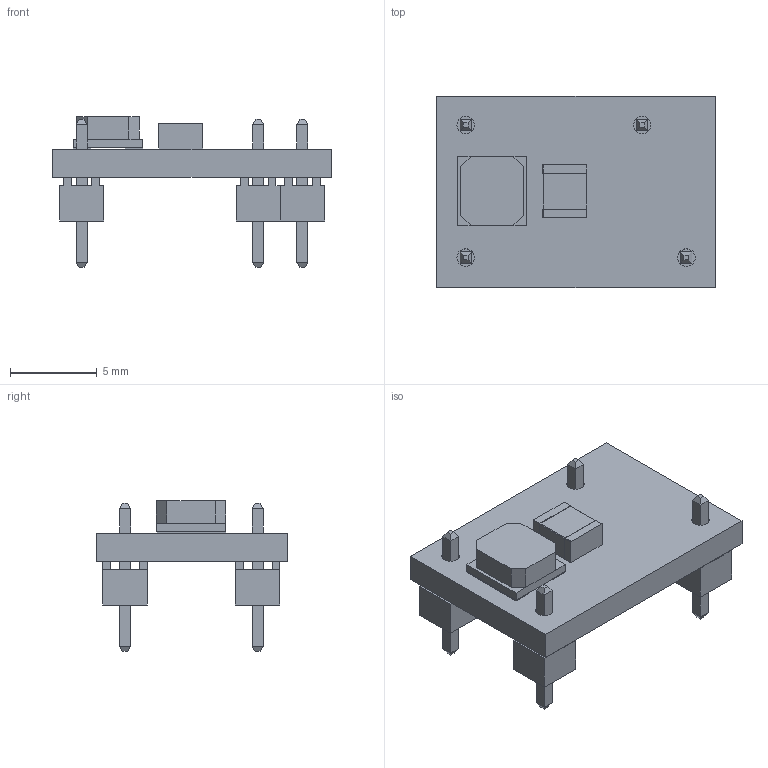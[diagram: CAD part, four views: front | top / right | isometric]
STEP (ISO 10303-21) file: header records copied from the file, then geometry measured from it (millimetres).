
FILE_DESCRIPTION(('FreeCAD Model'),'2;1');
FILE_NAME('DCDC_Stepdown_v6.step', '2017-06-08T14:28:58',('kicad StepUp'),('ksu MCAD'), 'Open CASCADE STEP processor 6.8','FreeCAD','Unknown');
FILE_SCHEMA(('AUTOMOTIVE_DESIGN_CC2 { 1 2 10303 214 -1 1 5 4 }'));
Length unit declared in the file: millimetre
Products named in the file (1): DCDC_Stepdown_v6
Bounding box: 16 x 11 x 8.67 mm (x, y, z)
Volume: 381.5 mm3; surface area: 717.4 mm2
Topology: 1 solids, 1 shells, 199 faces, 546 edges, 352 vertices
Faces by surface type: plane 187, cylinder 12
Full cylindrical faces by diameter (mm): 1 x4
Entity records: 7634 total; most frequent: CARTESIAN_POINT 1098, ORIENTED_EDGE 1092, DIRECTION 970, EDGE_CURVE 546, LINE 522, VECTOR 522, VERTEX_POINT 352, FACE_BOUND 236
